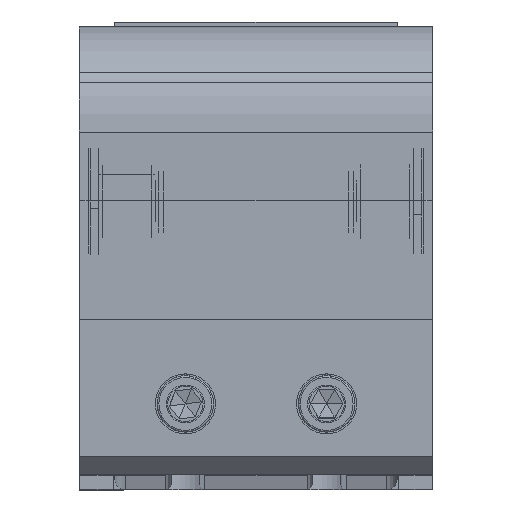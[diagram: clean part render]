
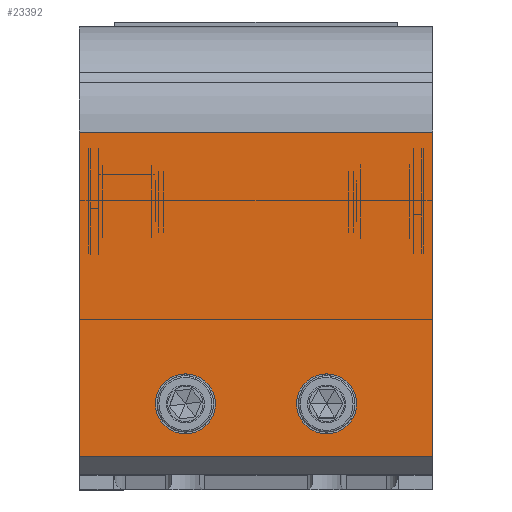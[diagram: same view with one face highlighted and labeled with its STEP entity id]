
A CAD part, top view. The second image highlights one B-rep face of the part: STEP entity #23392.
In plain terms, the highlighted planar face has unit normal (0, 0, 1).
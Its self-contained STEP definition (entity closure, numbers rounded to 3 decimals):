
#1472 = AXIS2_PLACEMENT_3D ( 'NONE', #136773, #140494, #63495 ) ;
#3545 = ORIENTED_EDGE ( 'NONE', *, *, #48425, .F. ) ;
#7982 = DIRECTION ( 'NONE',  ( 0., 0., -1. ) ) ;
#16414 = EDGE_LOOP ( 'NONE', ( #165927, #74256 ) ) ;
#19453 = EDGE_CURVE ( 'NONE', #53914, #173768, #23465, .T. ) ;
#20352 = EDGE_CURVE ( 'NONE', #222756, #29150, #102162, .T. ) ;
#20690 = ORIENTED_EDGE ( 'NONE', *, *, #197690, .F. ) ;
#22761 = VERTEX_POINT ( 'NONE', #112233 ) ;
#23392 = ADVANCED_FACE ( 'NONE', ( #237768, #202203, #122839 ), #142984, .F. ) ;
#23465 = LINE ( 'NONE', #61302, #72703 ) ;
#25718 = DIRECTION ( 'NONE',  ( -1., 0., 0. ) ) ;
#29150 = VERTEX_POINT ( 'NONE', #63641 ) ;
#35658 = VERTEX_POINT ( 'NONE', #98561 ) ;
#42895 = CIRCLE ( 'NONE', #183966, 8.5 ) ;
#43588 = DIRECTION ( 'NONE',  ( 0., -1., 0. ) ) ;
#46257 = DIRECTION ( 'NONE',  ( 1., 0., 0. ) ) ;
#46484 = LINE ( 'NONE', #244540, #238807 ) ;
#47092 = DIRECTION ( 'NONE',  ( 0., 1., 0. ) ) ;
#48425 = EDGE_CURVE ( 'NONE', #173768, #95900, #46484, .T. ) ;
#48709 = DIRECTION ( 'NONE',  ( 0., 0., 1. ) ) ;
#53914 = VERTEX_POINT ( 'NONE', #65794 ) ;
#55520 = AXIS2_PLACEMENT_3D ( 'NONE', #178802, #48709, #46257 ) ;
#60111 = VECTOR ( 'NONE', #25718, 1000. ) ;
#61302 = CARTESIAN_POINT ( 'NONE',  ( 201.658, 203.108, 657.202 ) ) ;
#63495 = DIRECTION ( 'NONE',  ( 1., 0., 0. ) ) ;
#63641 = CARTESIAN_POINT ( 'NONE',  ( 123.158, 218.108, 657.202 ) ) ;
#65794 = CARTESIAN_POINT ( 'NONE',  ( 201.658, 295.108, 657.202 ) ) ;
#66056 = EDGE_CURVE ( 'NONE', #35658, #97967, #42895, .T. ) ;
#66340 = DIRECTION ( 'NONE',  ( 0., -1., 0. ) ) ;
#72703 = VECTOR ( 'NONE', #43588, 1000. ) ;
#74256 = ORIENTED_EDGE ( 'NONE', *, *, #248652, .F. ) ;
#80548 = DIRECTION ( 'NONE',  ( 1., 0., 0. ) ) ;
#83810 = AXIS2_PLACEMENT_3D ( 'NONE', #219985, #7982, #47092 ) ;
#85000 = CARTESIAN_POINT ( 'NONE',  ( 101.658, 203.108, 657.202 ) ) ;
#95900 = VERTEX_POINT ( 'NONE', #85000 ) ;
#97967 = VERTEX_POINT ( 'NONE', #182497 ) ;
#98275 = EDGE_LOOP ( 'NONE', ( #112926, #3545, #103968, #242542 ) ) ;
#98561 = CARTESIAN_POINT ( 'NONE',  ( 163.158, 218.108, 657.202 ) ) ;
#102162 = CIRCLE ( 'NONE', #1472, 8.5 ) ;
#103968 = ORIENTED_EDGE ( 'NONE', *, *, #19453, .F. ) ;
#112233 = CARTESIAN_POINT ( 'NONE',  ( 101.658, 295.108, 657.202 ) ) ;
#112926 = ORIENTED_EDGE ( 'NONE', *, *, #117608, .T. ) ;
#117608 = EDGE_CURVE ( 'NONE', #22761, #95900, #200039, .T. ) ;
#122839 = FACE_OUTER_BOUND ( 'NONE', #98275, .T. ) ;
#124934 = EDGE_CURVE ( 'NONE', #53914, #22761, #234073, .T. ) ;
#130952 = DIRECTION ( 'NONE',  ( -1., 0., 0. ) ) ;
#136773 = CARTESIAN_POINT ( 'NONE',  ( 131.658, 218.108, 657.202 ) ) ;
#140494 = DIRECTION ( 'NONE',  ( 0., 0., 1. ) ) ;
#141787 = CARTESIAN_POINT ( 'NONE',  ( 201.658, 295.108, 657.202 ) ) ;
#142984 = PLANE ( 'NONE',  #83810 ) ;
#145653 = CARTESIAN_POINT ( 'NONE',  ( 140.158, 218.108, 657.202 ) ) ;
#154573 = CIRCLE ( 'NONE', #162517, 8.5 ) ;
#162517 = AXIS2_PLACEMENT_3D ( 'NONE', #197794, #215460, #80548 ) ;
#165927 = ORIENTED_EDGE ( 'NONE', *, *, #20352, .F. ) ;
#170374 = DIRECTION ( 'NONE',  ( 0., 0., 1. ) ) ;
#173768 = VERTEX_POINT ( 'NONE', #185164 ) ;
#178802 = CARTESIAN_POINT ( 'NONE',  ( 131.658, 218.108, 657.202 ) ) ;
#182497 = CARTESIAN_POINT ( 'NONE',  ( 180.158, 218.108, 657.202 ) ) ;
#183966 = AXIS2_PLACEMENT_3D ( 'NONE', #226039, #170374, #229781 ) ;
#185164 = CARTESIAN_POINT ( 'NONE',  ( 201.658, 203.108, 657.202 ) ) ;
#197690 = EDGE_CURVE ( 'NONE', #97967, #35658, #154573, .T. ) ;
#197794 = CARTESIAN_POINT ( 'NONE',  ( 171.658, 218.108, 657.202 ) ) ;
#200039 = LINE ( 'NONE', #239337, #237862 ) ;
#202203 = FACE_BOUND ( 'NONE', #214509, .T. ) ;
#204587 = CIRCLE ( 'NONE', #55520, 8.5 ) ;
#214509 = EDGE_LOOP ( 'NONE', ( #20690, #240078 ) ) ;
#215460 = DIRECTION ( 'NONE',  ( 0., 0., 1. ) ) ;
#219985 = CARTESIAN_POINT ( 'NONE',  ( 201.658, 203.108, 657.202 ) ) ;
#222756 = VERTEX_POINT ( 'NONE', #145653 ) ;
#226039 = CARTESIAN_POINT ( 'NONE',  ( 171.658, 218.108, 657.202 ) ) ;
#229781 = DIRECTION ( 'NONE',  ( 1., 0., 0. ) ) ;
#234073 = LINE ( 'NONE', #141787, #60111 ) ;
#237768 = FACE_BOUND ( 'NONE', #16414, .T. ) ;
#237862 = VECTOR ( 'NONE', #66340, 1000. ) ;
#238807 = VECTOR ( 'NONE', #130952, 1000. ) ;
#239337 = CARTESIAN_POINT ( 'NONE',  ( 101.658, 203.108, 657.202 ) ) ;
#240078 = ORIENTED_EDGE ( 'NONE', *, *, #66056, .F. ) ;
#242542 = ORIENTED_EDGE ( 'NONE', *, *, #124934, .T. ) ;
#244540 = CARTESIAN_POINT ( 'NONE',  ( 201.658, 203.108, 657.202 ) ) ;
#248652 = EDGE_CURVE ( 'NONE', #29150, #222756, #204587, .T. ) ;
